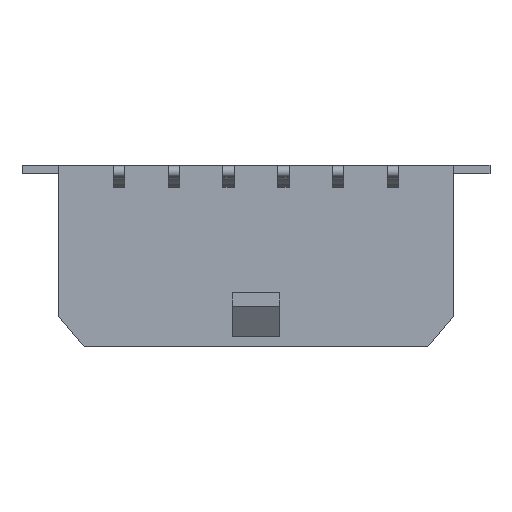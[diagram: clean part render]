
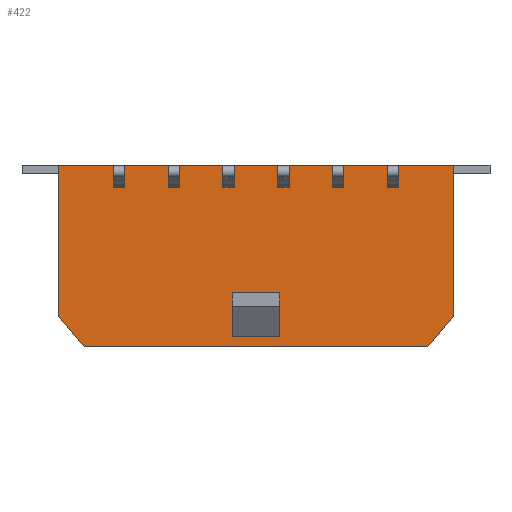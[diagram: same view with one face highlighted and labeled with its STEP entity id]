
A CAD part, top view. The second image highlights one B-rep face of the part: STEP entity #422.
In plain terms, the highlighted planar face has unit normal (0, 0, 1).
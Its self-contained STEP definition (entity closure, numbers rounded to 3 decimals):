
#422=ADVANCED_FACE('',(#837,#838,#839,#840,#841,#842,#843,#844),#655,.T.);
#655=PLANE('',#4240);
#837=FACE_BOUND('',#871,.T.);
#838=FACE_BOUND('',#872,.T.);
#839=FACE_BOUND('',#873,.T.);
#840=FACE_BOUND('',#874,.T.);
#841=FACE_BOUND('',#875,.T.);
#842=FACE_BOUND('',#876,.T.);
#843=FACE_BOUND('',#877,.T.);
#844=FACE_BOUND('',#878,.T.);
#871=EDGE_LOOP('',(#1162,#1163,#1164,#1165,#1166,#1167));
#872=EDGE_LOOP('',(#1168,#1169,#1170,#1171));
#873=EDGE_LOOP('',(#1172,#1173,#1174,#1175));
#874=EDGE_LOOP('',(#1176,#1177,#1178,#1179));
#875=EDGE_LOOP('',(#1180,#1181,#1182,#1183));
#876=EDGE_LOOP('',(#1184,#1185,#1186,#1187));
#877=EDGE_LOOP('',(#1188,#1189,#1190,#1191));
#878=EDGE_LOOP('',(#1192,#1193,#1194,#1195));
#1162=ORIENTED_EDGE('',*,*,#2722,.F.);
#1163=ORIENTED_EDGE('',*,*,#2723,.F.);
#1164=ORIENTED_EDGE('',*,*,#2724,.T.);
#1165=ORIENTED_EDGE('',*,*,#2725,.T.);
#1166=ORIENTED_EDGE('',*,*,#2726,.F.);
#1167=ORIENTED_EDGE('',*,*,#2727,.F.);
#1168=ORIENTED_EDGE('',*,*,#2728,.T.);
#1169=ORIENTED_EDGE('',*,*,#2729,.T.);
#1170=ORIENTED_EDGE('',*,*,#2730,.F.);
#1171=ORIENTED_EDGE('',*,*,#2731,.F.);
#1172=ORIENTED_EDGE('',*,*,#2732,.T.);
#1173=ORIENTED_EDGE('',*,*,#2733,.T.);
#1174=ORIENTED_EDGE('',*,*,#2734,.T.);
#1175=ORIENTED_EDGE('',*,*,#2735,.F.);
#1176=ORIENTED_EDGE('',*,*,#2736,.T.);
#1177=ORIENTED_EDGE('',*,*,#2737,.T.);
#1178=ORIENTED_EDGE('',*,*,#2738,.T.);
#1179=ORIENTED_EDGE('',*,*,#2739,.F.);
#1180=ORIENTED_EDGE('',*,*,#2740,.T.);
#1181=ORIENTED_EDGE('',*,*,#2741,.T.);
#1182=ORIENTED_EDGE('',*,*,#2742,.T.);
#1183=ORIENTED_EDGE('',*,*,#2743,.F.);
#1184=ORIENTED_EDGE('',*,*,#2744,.T.);
#1185=ORIENTED_EDGE('',*,*,#2745,.T.);
#1186=ORIENTED_EDGE('',*,*,#2746,.T.);
#1187=ORIENTED_EDGE('',*,*,#2747,.F.);
#1188=ORIENTED_EDGE('',*,*,#2748,.T.);
#1189=ORIENTED_EDGE('',*,*,#2749,.T.);
#1190=ORIENTED_EDGE('',*,*,#2750,.T.);
#1191=ORIENTED_EDGE('',*,*,#2751,.F.);
#1192=ORIENTED_EDGE('',*,*,#2752,.T.);
#1193=ORIENTED_EDGE('',*,*,#2753,.T.);
#1194=ORIENTED_EDGE('',*,*,#2754,.T.);
#1195=ORIENTED_EDGE('',*,*,#2755,.F.);
#2338=VERTEX_POINT('',#5827);
#2339=VERTEX_POINT('',#5828);
#2340=VERTEX_POINT('',#5830);
#2341=VERTEX_POINT('',#5832);
#2342=VERTEX_POINT('',#5834);
#2343=VERTEX_POINT('',#5836);
#2344=VERTEX_POINT('',#5839);
#2345=VERTEX_POINT('',#5840);
#2346=VERTEX_POINT('',#5842);
#2347=VERTEX_POINT('',#5844);
#2348=VERTEX_POINT('',#5847);
#2349=VERTEX_POINT('',#5848);
#2350=VERTEX_POINT('',#5850);
#2351=VERTEX_POINT('',#5852);
#2352=VERTEX_POINT('',#5855);
#2353=VERTEX_POINT('',#5856);
#2354=VERTEX_POINT('',#5858);
#2355=VERTEX_POINT('',#5860);
#2356=VERTEX_POINT('',#5863);
#2357=VERTEX_POINT('',#5864);
#2358=VERTEX_POINT('',#5866);
#2359=VERTEX_POINT('',#5868);
#2360=VERTEX_POINT('',#5871);
#2361=VERTEX_POINT('',#5872);
#2362=VERTEX_POINT('',#5874);
#2363=VERTEX_POINT('',#5876);
#2364=VERTEX_POINT('',#5879);
#2365=VERTEX_POINT('',#5880);
#2366=VERTEX_POINT('',#5882);
#2367=VERTEX_POINT('',#5884);
#2368=VERTEX_POINT('',#5887);
#2369=VERTEX_POINT('',#5888);
#2370=VERTEX_POINT('',#5890);
#2371=VERTEX_POINT('',#5892);
#2722=EDGE_CURVE('',#2338,#2339,#3312,.T.);
#2723=EDGE_CURVE('',#2340,#2338,#3313,.T.);
#2724=EDGE_CURVE('',#2340,#2341,#3314,.T.);
#2725=EDGE_CURVE('',#2341,#2342,#3315,.T.);
#2726=EDGE_CURVE('',#2343,#2342,#3316,.T.);
#2727=EDGE_CURVE('',#2339,#2343,#3317,.T.);
#2728=EDGE_CURVE('',#2344,#2345,#3318,.T.);
#2729=EDGE_CURVE('',#2345,#2346,#3319,.T.);
#2730=EDGE_CURVE('',#2347,#2346,#3320,.T.);
#2731=EDGE_CURVE('',#2344,#2347,#3321,.T.);
#2732=EDGE_CURVE('',#2348,#2349,#3322,.T.);
#2733=EDGE_CURVE('',#2349,#2350,#3323,.T.);
#2734=EDGE_CURVE('',#2350,#2351,#3324,.T.);
#2735=EDGE_CURVE('',#2348,#2351,#3325,.T.);
#2736=EDGE_CURVE('',#2352,#2353,#3326,.T.);
#2737=EDGE_CURVE('',#2353,#2354,#3327,.T.);
#2738=EDGE_CURVE('',#2354,#2355,#3328,.T.);
#2739=EDGE_CURVE('',#2352,#2355,#3329,.T.);
#2740=EDGE_CURVE('',#2356,#2357,#3330,.T.);
#2741=EDGE_CURVE('',#2357,#2358,#3331,.T.);
#2742=EDGE_CURVE('',#2358,#2359,#3332,.T.);
#2743=EDGE_CURVE('',#2356,#2359,#3333,.T.);
#2744=EDGE_CURVE('',#2360,#2361,#3334,.T.);
#2745=EDGE_CURVE('',#2361,#2362,#3335,.T.);
#2746=EDGE_CURVE('',#2362,#2363,#3336,.T.);
#2747=EDGE_CURVE('',#2360,#2363,#3337,.T.);
#2748=EDGE_CURVE('',#2364,#2365,#3338,.T.);
#2749=EDGE_CURVE('',#2365,#2366,#3339,.T.);
#2750=EDGE_CURVE('',#2366,#2367,#3340,.T.);
#2751=EDGE_CURVE('',#2364,#2367,#3341,.T.);
#2752=EDGE_CURVE('',#2368,#2369,#3342,.T.);
#2753=EDGE_CURVE('',#2369,#2370,#3343,.T.);
#2754=EDGE_CURVE('',#2370,#2371,#3344,.T.);
#2755=EDGE_CURVE('',#2368,#2371,#3345,.T.);
#3312=LINE('',#5826,#3794);
#3313=LINE('',#5829,#3795);
#3314=LINE('',#5831,#3796);
#3315=LINE('',#5833,#3797);
#3316=LINE('',#5835,#3798);
#3317=LINE('',#5837,#3799);
#3318=LINE('',#5838,#3800);
#3319=LINE('',#5841,#3801);
#3320=LINE('',#5843,#3802);
#3321=LINE('',#5845,#3803);
#3322=LINE('',#5846,#3804);
#3323=LINE('',#5849,#3805);
#3324=LINE('',#5851,#3806);
#3325=LINE('',#5853,#3807);
#3326=LINE('',#5854,#3808);
#3327=LINE('',#5857,#3809);
#3328=LINE('',#5859,#3810);
#3329=LINE('',#5861,#3811);
#3330=LINE('',#5862,#3812);
#3331=LINE('',#5865,#3813);
#3332=LINE('',#5867,#3814);
#3333=LINE('',#5869,#3815);
#3334=LINE('',#5870,#3816);
#3335=LINE('',#5873,#3817);
#3336=LINE('',#5875,#3818);
#3337=LINE('',#5877,#3819);
#3338=LINE('',#5878,#3820);
#3339=LINE('',#5881,#3821);
#3340=LINE('',#5883,#3822);
#3341=LINE('',#5885,#3823);
#3342=LINE('',#5886,#3824);
#3343=LINE('',#5889,#3825);
#3344=LINE('',#5891,#3826);
#3345=LINE('',#5893,#3827);
#3794=VECTOR('',#4626,1.);
#3795=VECTOR('',#4627,1.);
#3796=VECTOR('',#4628,1.);
#3797=VECTOR('',#4629,1.);
#3798=VECTOR('',#4630,1.);
#3799=VECTOR('',#4631,1.);
#3800=VECTOR('',#4632,1.);
#3801=VECTOR('',#4633,1.);
#3802=VECTOR('',#4634,1.);
#3803=VECTOR('',#4635,1.);
#3804=VECTOR('',#4636,1.);
#3805=VECTOR('',#4637,1.);
#3806=VECTOR('',#4638,1.);
#3807=VECTOR('',#4639,1.);
#3808=VECTOR('',#4640,1.);
#3809=VECTOR('',#4641,1.);
#3810=VECTOR('',#4642,1.);
#3811=VECTOR('',#4643,1.);
#3812=VECTOR('',#4644,1.);
#3813=VECTOR('',#4645,1.);
#3814=VECTOR('',#4646,1.);
#3815=VECTOR('',#4647,1.);
#3816=VECTOR('',#4648,1.);
#3817=VECTOR('',#4649,1.);
#3818=VECTOR('',#4650,1.);
#3819=VECTOR('',#4651,1.);
#3820=VECTOR('',#4652,1.);
#3821=VECTOR('',#4653,1.);
#3822=VECTOR('',#4654,1.);
#3823=VECTOR('',#4655,1.);
#3824=VECTOR('',#4656,1.);
#3825=VECTOR('',#4657,1.);
#3826=VECTOR('',#4658,1.);
#3827=VECTOR('',#4659,1.);
#4240=AXIS2_PLACEMENT_3D('',#5894,#4660,#4661);
#4626=DIRECTION('',(-0.643,-0.766,0.));
#4627=DIRECTION('',(0.,-1.,0.));
#4628=DIRECTION('',(-1.,0.,0.));
#4629=DIRECTION('',(0.,-1.,0.));
#4630=DIRECTION('',(-0.643,0.766,0.));
#4631=DIRECTION('',(-1.,0.,0.));
#4632=DIRECTION('',(-1.,0.,0.));
#4633=DIRECTION('',(0.,1.,0.));
#4634=DIRECTION('',(-1.,0.,0.));
#4635=DIRECTION('',(0.,1.,0.));
#4636=DIRECTION('',(1.,0.,0.));
#4637=DIRECTION('',(0.,-1.,0.));
#4638=DIRECTION('',(-1.,0.,0.));
#4639=DIRECTION('',(0.,-1.,0.));
#4640=DIRECTION('',(1.,0.,0.));
#4641=DIRECTION('',(0.,-1.,0.));
#4642=DIRECTION('',(-1.,0.,0.));
#4643=DIRECTION('',(0.,-1.,0.));
#4644=DIRECTION('',(1.,0.,0.));
#4645=DIRECTION('',(0.,-1.,0.));
#4646=DIRECTION('',(-1.,0.,0.));
#4647=DIRECTION('',(0.,-1.,0.));
#4648=DIRECTION('',(1.,0.,0.));
#4649=DIRECTION('',(0.,-1.,0.));
#4650=DIRECTION('',(-1.,0.,0.));
#4651=DIRECTION('',(0.,-1.,0.));
#4652=DIRECTION('',(1.,0.,0.));
#4653=DIRECTION('',(0.,-1.,0.));
#4654=DIRECTION('',(-1.,0.,0.));
#4655=DIRECTION('',(0.,-1.,0.));
#4656=DIRECTION('',(1.,0.,0.));
#4657=DIRECTION('',(0.,-1.,0.));
#4658=DIRECTION('',(-1.,0.,0.));
#4659=DIRECTION('',(0.,-1.,0.));
#4660=DIRECTION('',(0.,0.,1.));
#4661=DIRECTION('',(1.,0.,0.));
#5826=CARTESIAN_POINT('',(10.82,1.668,3.86));
#5827=CARTESIAN_POINT('',(10.82,1.668,3.86));
#5828=CARTESIAN_POINT('',(9.42,0.,3.86));
#5829=CARTESIAN_POINT('',(10.82,9.9,3.86));
#5830=CARTESIAN_POINT('',(10.82,9.9,3.86));
#5831=CARTESIAN_POINT('',(10.82,9.9,3.86));
#5832=CARTESIAN_POINT('',(-10.82,9.9,3.86));
#5833=CARTESIAN_POINT('',(-10.82,9.9,3.86));
#5834=CARTESIAN_POINT('',(-10.82,1.668,3.86));
#5835=CARTESIAN_POINT('',(-9.42,0.,3.86));
#5836=CARTESIAN_POINT('',(-9.42,0.,3.86));
#5837=CARTESIAN_POINT('',(10.82,0.,3.86));
#5838=CARTESIAN_POINT('',(1.3,0.54,3.86));
#5839=CARTESIAN_POINT('',(1.3,0.54,3.86));
#5840=CARTESIAN_POINT('',(-1.3,0.54,3.86));
#5841=CARTESIAN_POINT('',(-1.3,0.54,3.86));
#5842=CARTESIAN_POINT('',(-1.3,2.95,3.86));
#5843=CARTESIAN_POINT('',(1.3,2.95,3.86));
#5844=CARTESIAN_POINT('',(1.3,2.95,3.86));
#5845=CARTESIAN_POINT('',(1.3,0.54,3.86));
#5846=CARTESIAN_POINT('',(7.82,9.537,3.86));
#5847=CARTESIAN_POINT('',(7.18,9.537,3.86));
#5848=CARTESIAN_POINT('',(7.82,9.537,3.86));
#5849=CARTESIAN_POINT('',(7.82,9.9,3.86));
#5850=CARTESIAN_POINT('',(7.82,8.723,3.86));
#5851=CARTESIAN_POINT('',(7.82,8.723,3.86));
#5852=CARTESIAN_POINT('',(7.18,8.723,3.86));
#5853=CARTESIAN_POINT('',(7.18,9.9,3.86));
#5854=CARTESIAN_POINT('',(4.82,9.537,3.86));
#5855=CARTESIAN_POINT('',(4.18,9.537,3.86));
#5856=CARTESIAN_POINT('',(4.82,9.537,3.86));
#5857=CARTESIAN_POINT('',(4.82,9.9,3.86));
#5858=CARTESIAN_POINT('',(4.82,8.723,3.86));
#5859=CARTESIAN_POINT('',(4.82,8.723,3.86));
#5860=CARTESIAN_POINT('',(4.18,8.723,3.86));
#5861=CARTESIAN_POINT('',(4.18,9.9,3.86));
#5862=CARTESIAN_POINT('',(1.82,9.537,3.86));
#5863=CARTESIAN_POINT('',(1.18,9.537,3.86));
#5864=CARTESIAN_POINT('',(1.82,9.537,3.86));
#5865=CARTESIAN_POINT('',(1.82,9.9,3.86));
#5866=CARTESIAN_POINT('',(1.82,8.723,3.86));
#5867=CARTESIAN_POINT('',(1.82,8.723,3.86));
#5868=CARTESIAN_POINT('',(1.18,8.723,3.86));
#5869=CARTESIAN_POINT('',(1.18,9.9,3.86));
#5870=CARTESIAN_POINT('',(-1.18,9.537,3.86));
#5871=CARTESIAN_POINT('',(-1.82,9.537,3.86));
#5872=CARTESIAN_POINT('',(-1.18,9.537,3.86));
#5873=CARTESIAN_POINT('',(-1.18,9.9,3.86));
#5874=CARTESIAN_POINT('',(-1.18,8.723,3.86));
#5875=CARTESIAN_POINT('',(-1.18,8.723,3.86));
#5876=CARTESIAN_POINT('',(-1.82,8.723,3.86));
#5877=CARTESIAN_POINT('',(-1.82,9.9,3.86));
#5878=CARTESIAN_POINT('',(-4.18,9.537,3.86));
#5879=CARTESIAN_POINT('',(-4.82,9.537,3.86));
#5880=CARTESIAN_POINT('',(-4.18,9.537,3.86));
#5881=CARTESIAN_POINT('',(-4.18,9.9,3.86));
#5882=CARTESIAN_POINT('',(-4.18,8.723,3.86));
#5883=CARTESIAN_POINT('',(-4.18,8.723,3.86));
#5884=CARTESIAN_POINT('',(-4.82,8.723,3.86));
#5885=CARTESIAN_POINT('',(-4.82,9.9,3.86));
#5886=CARTESIAN_POINT('',(-7.18,9.537,3.86));
#5887=CARTESIAN_POINT('',(-7.82,9.537,3.86));
#5888=CARTESIAN_POINT('',(-7.18,9.537,3.86));
#5889=CARTESIAN_POINT('',(-7.18,9.9,3.86));
#5890=CARTESIAN_POINT('',(-7.18,8.723,3.86));
#5891=CARTESIAN_POINT('',(-7.18,8.723,3.86));
#5892=CARTESIAN_POINT('',(-7.82,8.723,3.86));
#5893=CARTESIAN_POINT('',(-7.82,9.9,3.86));
#5894=CARTESIAN_POINT('',(10.82,9.9,3.86));
